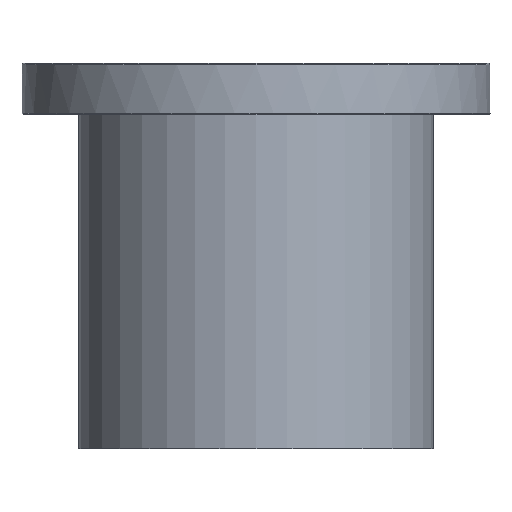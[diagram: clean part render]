
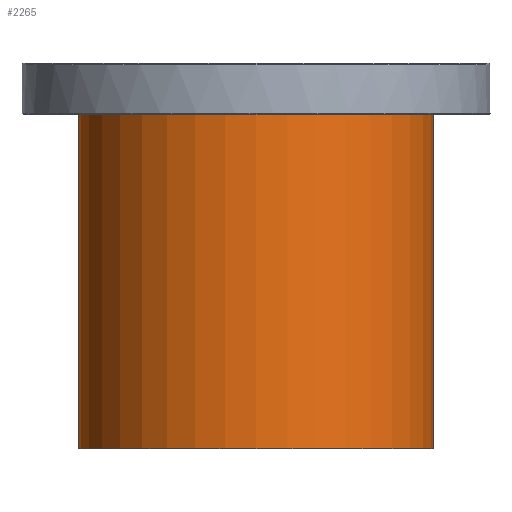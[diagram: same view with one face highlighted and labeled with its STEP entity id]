
A CAD part, front view. The second image highlights one B-rep face of the part: STEP entity #2265.
In plain terms, the highlighted cylindrical face has radius 77 mm (diameter 154 mm), a full revolution.
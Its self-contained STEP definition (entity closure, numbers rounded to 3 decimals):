
#2203=CARTESIAN_POINT('',(77.,0.,342.5));
#2204=VERTEX_POINT('',#2203);
#2205=CARTESIAN_POINT('',(0.,0.,342.5));
#2206=DIRECTION('',(0.0,0.0,1.0));
#2207=DIRECTION('',(-1.0,0.0,0.0));
#2208=AXIS2_PLACEMENT_3D('',#2205,#2206,#2207);
#2209=CIRCLE('',#2208,77.);
#2210=EDGE_CURVE('',#2204,#2204,#2209,.T.);
#2246=CARTESIAN_POINT('',(0.,0.,0.0));
#2247=DIRECTION('',(0.,0.,1.0));
#2248=DIRECTION('',(-1.0,0.0,0.0));
#2249=AXIS2_PLACEMENT_3D('',#2246,#2247,#2248);
#2250=CYLINDRICAL_SURFACE('',#2249,77.);
#2251=ORIENTED_EDGE('',*,*,#2210,.T.);
#2252=EDGE_LOOP('',(#2251));
#2253=FACE_OUTER_BOUND('',#2252,.T.);
#2254=CARTESIAN_POINT('',(77.,0.,500.0));
#2255=VERTEX_POINT('',#2254);
#2256=CARTESIAN_POINT('',(0.,0.,500.0));
#2257=DIRECTION('',(0.0,0.0,-1.0));
#2258=DIRECTION('',(-1.0,0.0,0.0));
#2259=AXIS2_PLACEMENT_3D('',#2256,#2257,#2258);
#2260=CIRCLE('',#2259,77.);
#2261=EDGE_CURVE('',#2255,#2255,#2260,.T.);
#2262=ORIENTED_EDGE('',*,*,#2261,.T.);
#2263=EDGE_LOOP('',(#2262));
#2264=FACE_BOUND('',#2263,.T.);
#2265=ADVANCED_FACE('',(#2253,#2264),#2250,.T.);
